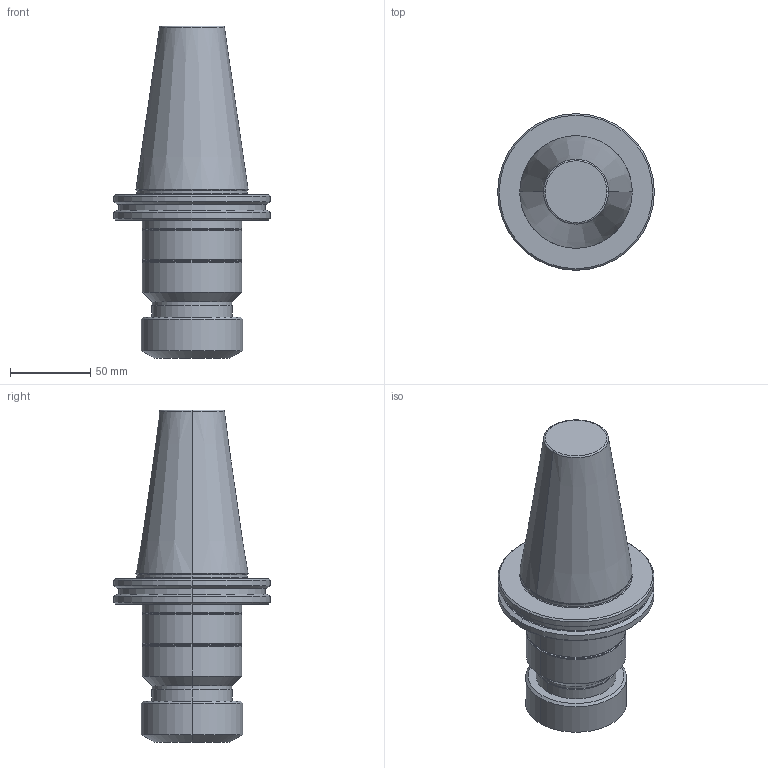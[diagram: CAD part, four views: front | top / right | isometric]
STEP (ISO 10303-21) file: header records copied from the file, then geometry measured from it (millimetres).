
FILE_DESCRIPTION (( 'STEP AP203' ), '1' );
FILE_NAME ('SK 50 ER 40 105 AD+B MLC.STEP', '2019-05-06T10:01:05', ( '' ), ( '' ), 'SwSTEP 2.0', 'SolidWorks 2014', '' );
FILE_SCHEMA (( 'CONFIG_CONTROL_DESIGN' ));
Length unit declared in the file: millimetre
Products named in the file (1): SK 50 ER 40 105 AD+B MLC
Bounding box: 97.5 x 97.5 x 206.75 mm (x, y, z)
Volume: 617908.4 mm3; surface area: 54531.2 mm2
Topology: 1 solids, 1 shells, 67 faces, 132 edges, 76 vertices
Faces by surface type: cone 28, cylinder 22, plane 11, bspline 4, torus 2
Entity records: 2059 total; most frequent: CARTESIAN_POINT 568, DIRECTION 334, ORIENTED_EDGE 264, AXIS2_PLACEMENT_3D 142, EDGE_CURVE 132, CIRCLE 78, VERTEX_POINT 76, EDGE_LOOP 76
